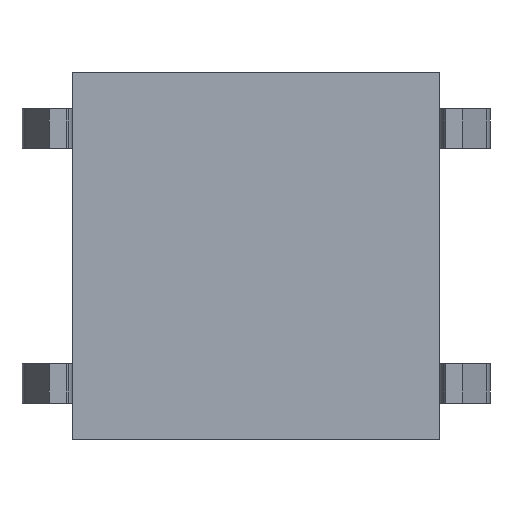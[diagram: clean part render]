
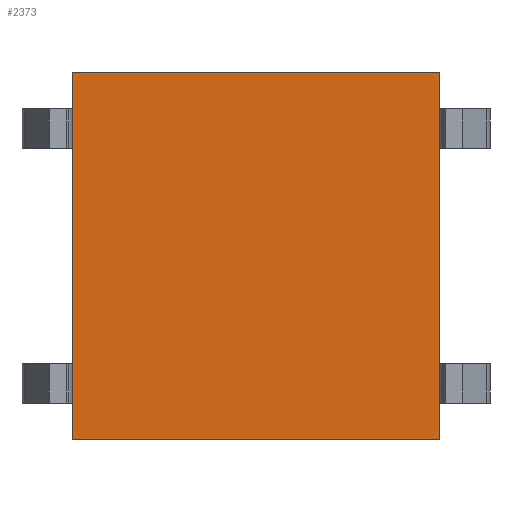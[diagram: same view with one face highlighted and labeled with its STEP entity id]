
A CAD part, front view. The second image highlights one B-rep face of the part: STEP entity #2373.
In plain terms, the highlighted planar face has unit normal (0, -1, 0).
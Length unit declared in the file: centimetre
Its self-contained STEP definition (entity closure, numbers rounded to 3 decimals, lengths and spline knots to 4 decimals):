
#227 = VECTOR ( 'NONE', #4981, 100. ) ;
#298 = VECTOR ( 'NONE', #3730, 100. ) ;
#425 = EDGE_LOOP ( 'NONE', ( #3389, #3387, #3213, #3192 ) ) ;
#611 = AXIS2_PLACEMENT_3D ( 'NONE', #1746, #1745, #1744 ) ;
#1740 = PLANE ( 'NONE',  #611 ) ;
#1744 = DIRECTION ( 'NONE',  ( 0., 0., 1. ) ) ;
#1745 = DIRECTION ( 'NONE',  ( 0., 1., 0. ) ) ;
#1746 = CARTESIAN_POINT ( 'NONE',  ( 0., 0., 0. ) ) ;
#2193 = FACE_OUTER_BOUND ( 'NONE', #425, .T. ) ;
#2373 = ADVANCED_FACE ( 'NONE', ( #2193 ), #1740, .F. ) ;
#2417 = VECTOR ( 'NONE', #5311, 100. ) ;
#2871 = EDGE_CURVE ( 'NONE', #4388, #4372, #5309, .T. ) ;
#2915 = EDGE_CURVE ( 'NONE', #4377, #4388, #4887, .T. ) ;
#2934 = EDGE_CURVE ( 'NONE', #4372, #4373, #4979, .T. ) ;
#3004 = EDGE_CURVE ( 'NONE', #4373, #4377, #3728, .T. ) ;
#3097 = VECTOR ( 'NONE', #4889, 100. ) ;
#3192 = ORIENTED_EDGE ( 'NONE', *, *, #2871, .F. ) ;
#3213 = ORIENTED_EDGE ( 'NONE', *, *, #2934, .F. ) ;
#3387 = ORIENTED_EDGE ( 'NONE', *, *, #3004, .F. ) ;
#3389 = ORIENTED_EDGE ( 'NONE', *, *, #2915, .F. ) ;
#3728 = LINE ( 'NONE', #3729, #298 ) ;
#3729 = CARTESIAN_POINT ( 'NONE',  ( 0.325, 0., 0. ) ) ;
#3730 = DIRECTION ( 'NONE',  ( 0., 0., -1. ) ) ;
#3899 = CARTESIAN_POINT ( 'NONE',  ( -0.325, 0., 0.325 ) ) ;
#3900 = CARTESIAN_POINT ( 'NONE',  ( 0.325, 0., 0.325 ) ) ;
#3904 = CARTESIAN_POINT ( 'NONE',  ( 0.325, 0., -0.325 ) ) ;
#3915 = CARTESIAN_POINT ( 'NONE',  ( -0.325, 0., -0.325 ) ) ;
#4372 = VERTEX_POINT ( 'NONE', #3899 ) ;
#4373 = VERTEX_POINT ( 'NONE', #3900 ) ;
#4377 = VERTEX_POINT ( 'NONE', #3904 ) ;
#4388 = VERTEX_POINT ( 'NONE', #3915 ) ;
#4887 = LINE ( 'NONE', #4888, #3097 ) ;
#4888 = CARTESIAN_POINT ( 'NONE',  ( 0., 0., -0.325 ) ) ;
#4889 = DIRECTION ( 'NONE',  ( -1., 0., 0. ) ) ;
#4979 = LINE ( 'NONE', #4980, #227 ) ;
#4980 = CARTESIAN_POINT ( 'NONE',  ( 0., 0., 0.325 ) ) ;
#4981 = DIRECTION ( 'NONE',  ( 1., 0., 0. ) ) ;
#5309 = LINE ( 'NONE', #5310, #2417 ) ;
#5310 = CARTESIAN_POINT ( 'NONE',  ( -0.325, 0., 0. ) ) ;
#5311 = DIRECTION ( 'NONE',  ( 0., 0., 1. ) ) ;
